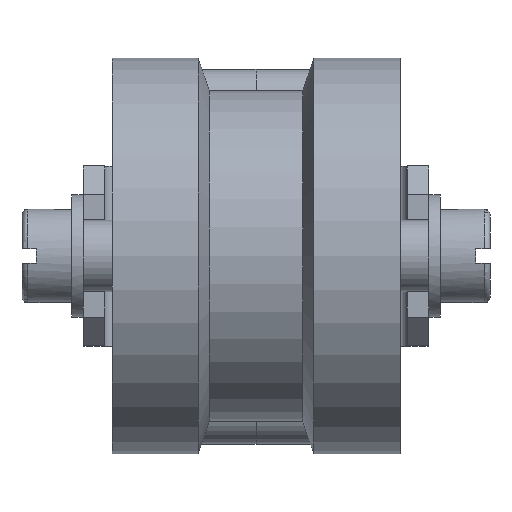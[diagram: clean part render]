
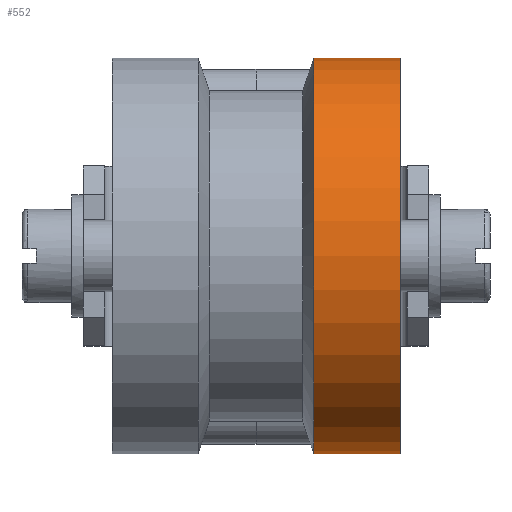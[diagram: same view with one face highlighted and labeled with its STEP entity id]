
A CAD part, top view. The second image highlights one B-rep face of the part: STEP entity #552.
In plain terms, the highlighted cylindrical face has radius 27.5 mm (diameter 55 mm), a partial arc.
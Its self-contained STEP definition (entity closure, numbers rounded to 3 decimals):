
#552=ADVANCED_FACE('',(#1568),#1569,.T.);
#1568=FACE_OUTER_BOUND('',#3122,.T.);
#1569=CYLINDRICAL_SURFACE('',#3123,27.5);
#3122=EDGE_LOOP('',(#4714,#4715,#4716,#4717));
#3123=AXIS2_PLACEMENT_3D('',#4718,#4719,#4720);
#4714=ORIENTED_EDGE('',*,*,#9067,.F.);
#4715=ORIENTED_EDGE('',*,*,#9068,.T.);
#4716=ORIENTED_EDGE('',*,*,#9069,.F.);
#4717=ORIENTED_EDGE('',*,*,#9070,.F.);
#4718=CARTESIAN_POINT('',(13.5,0.0,104.0));
#4719=DIRECTION('',(1.0,0.0,0.0));
#4720=DIRECTION('',(0.0,1.0,0.0));
#9067=EDGE_CURVE('',#10816,#10817,#10818,.T.);
#9068=EDGE_CURVE('',#10816,#10819,#10820,.T.);
#9069=EDGE_CURVE('',#10821,#10819,#10822,.T.);
#9070=EDGE_CURVE('',#10817,#10821,#10823,.T.);
#10816=VERTEX_POINT('',#13352);
#10817=VERTEX_POINT('',#13353);
#10818=LINE('',#13354,#13355);
#10819=VERTEX_POINT('',#13356);
#10820=CIRCLE('',#13357,27.5);
#10821=VERTEX_POINT('',#13358);
#10822=LINE('',#13359,#13360);
#10823=CIRCLE('',#13361,27.5);
#13352=CARTESIAN_POINT('',(21.549,27.5,104.0));
#13353=CARTESIAN_POINT('',(33.5,27.5,104.0));
#13354=CARTESIAN_POINT('',(27.525,27.5,104.0));
#13355=VECTOR('',#16916,1.0);
#13356=CARTESIAN_POINT('',(21.549,-27.5,104.0));
#13357=AXIS2_PLACEMENT_3D('',#16917,#16918,#16919);
#13358=CARTESIAN_POINT('',(33.5,-27.5,104.0));
#13359=CARTESIAN_POINT('',(27.525,-27.5,104.0));
#13360=VECTOR('',#16920,1.0);
#13361=AXIS2_PLACEMENT_3D('',#16921,#16922,#16923);
#16916=DIRECTION('',(1.0,0.0,0.0));
#16917=CARTESIAN_POINT('',(21.549,0.0,104.0));
#16918=DIRECTION('',(1.0,0.0,0.0));
#16919=DIRECTION('',(0.0,1.0,0.0));
#16920=DIRECTION('',(-1.0,-0.0,-0.0));
#16921=CARTESIAN_POINT('',(33.5,0.0,104.0));
#16922=DIRECTION('',(1.0,0.0,0.0));
#16923=DIRECTION('',(0.0,1.0,0.0));
